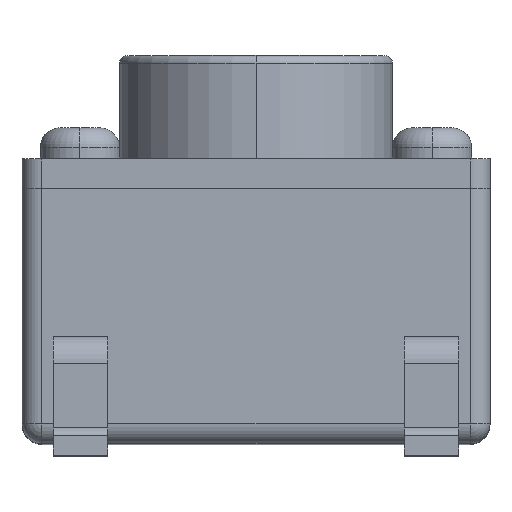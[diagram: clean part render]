
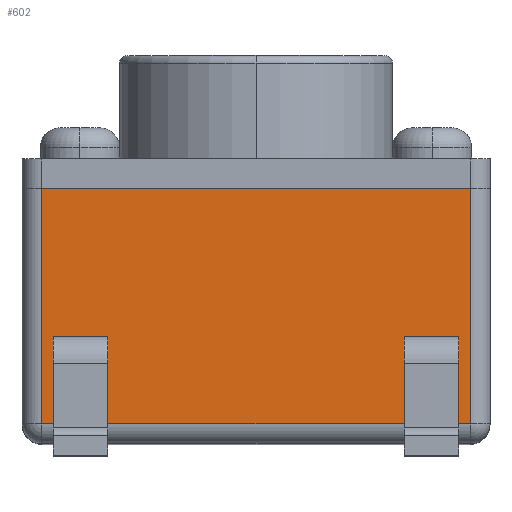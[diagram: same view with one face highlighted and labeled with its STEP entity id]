
A CAD part, top view. The second image highlights one B-rep face of the part: STEP entity #602.
In plain terms, the highlighted planar face has unit normal (0, 0, 1).
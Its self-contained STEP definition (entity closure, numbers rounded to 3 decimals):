
#89 = CARTESIAN_POINT ( 'NONE',  ( 3., 0.254, 3. ) ) ;
#115 = LINE ( 'NONE', #2241, #2442 ) ;
#170 = EDGE_CURVE ( 'NONE', #1965, #1000, #2036, .T. ) ;
#212 = ORIENTED_EDGE ( 'NONE', *, *, #454, .F. ) ;
#320 = PLANE ( 'NONE',  #2971 ) ;
#454 = EDGE_CURVE ( 'NONE', #1965, #2613, #115, .T. ) ;
#602 = ADVANCED_FACE ( 'NONE', ( #2069 ), #320, .F. ) ;
#648 = CARTESIAN_POINT ( 'NONE',  ( 2.746, 3.27, 3. ) ) ;
#764 = LINE ( 'NONE', #944, #2767 ) ;
#922 = DIRECTION ( 'NONE',  ( 0., -1., 0. ) ) ;
#944 = CARTESIAN_POINT ( 'NONE',  ( 2.746, 3.57, 3. ) ) ;
#1000 = VERTEX_POINT ( 'NONE', #2115 ) ;
#1140 = DIRECTION ( 'NONE',  ( 1., 0., 0. ) ) ;
#1148 = EDGE_LOOP ( 'NONE', ( #212, #2055, #1149, #2858 ) ) ;
#1149 = ORIENTED_EDGE ( 'NONE', *, *, #1483, .T. ) ;
#1483 = EDGE_CURVE ( 'NONE', #1000, #1919, #2139, .T. ) ;
#1636 = DIRECTION ( 'NONE',  ( -1., 0., 0. ) ) ;
#1664 = VECTOR ( 'NONE', #1140, 1000. ) ;
#1700 = CARTESIAN_POINT ( 'NONE',  ( -2.746, 3.57, 3. ) ) ;
#1919 = VERTEX_POINT ( 'NONE', #2905 ) ;
#1965 = VERTEX_POINT ( 'NONE', #2224 ) ;
#2036 = LINE ( 'NONE', #1700, #3234 ) ;
#2055 = ORIENTED_EDGE ( 'NONE', *, *, #170, .T. ) ;
#2064 = DIRECTION ( 'NONE',  ( 1., 0., 0. ) ) ;
#2069 = FACE_OUTER_BOUND ( 'NONE', #1148, .T. ) ;
#2115 = CARTESIAN_POINT ( 'NONE',  ( -2.746, 0.254, 3. ) ) ;
#2126 = EDGE_CURVE ( 'NONE', #1919, #2613, #764, .T. ) ;
#2135 = CARTESIAN_POINT ( 'NONE',  ( 3., 3.57, 3. ) ) ;
#2139 = LINE ( 'NONE', #89, #1664 ) ;
#2224 = CARTESIAN_POINT ( 'NONE',  ( -2.746, 3.27, 3. ) ) ;
#2241 = CARTESIAN_POINT ( 'NONE',  ( -3., 3.27, 3. ) ) ;
#2400 = DIRECTION ( 'NONE',  ( 0., 0., -1. ) ) ;
#2442 = VECTOR ( 'NONE', #2064, 1000. ) ;
#2613 = VERTEX_POINT ( 'NONE', #648 ) ;
#2767 = VECTOR ( 'NONE', #3325, 1000. ) ;
#2858 = ORIENTED_EDGE ( 'NONE', *, *, #2126, .T. ) ;
#2905 = CARTESIAN_POINT ( 'NONE',  ( 2.746, 0.254, 3. ) ) ;
#2971 = AXIS2_PLACEMENT_3D ( 'NONE', #2135, #2400, #1636 ) ;
#3234 = VECTOR ( 'NONE', #922, 1000. ) ;
#3325 = DIRECTION ( 'NONE',  ( 0., 1., 0. ) ) ;
